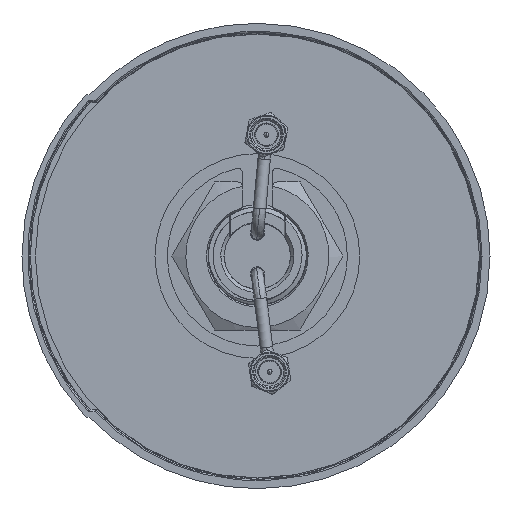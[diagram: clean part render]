
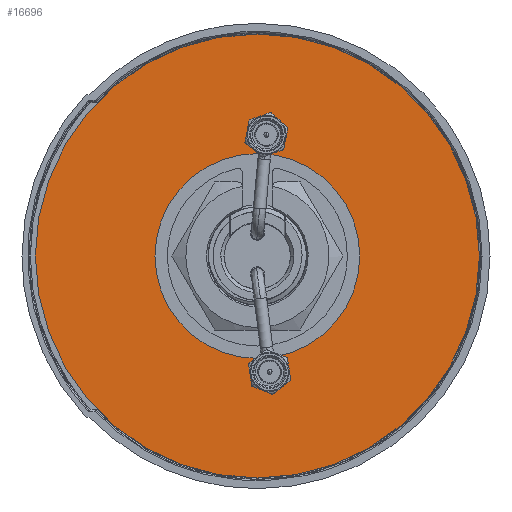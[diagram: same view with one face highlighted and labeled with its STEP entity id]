
A CAD part, front view. The second image highlights one B-rep face of the part: STEP entity #16696.
In plain terms, the highlighted planar face has unit normal (0, -1, 0).
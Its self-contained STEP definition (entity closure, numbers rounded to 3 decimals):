
#679 = ORIENTED_EDGE ( 'NONE', *, *, #15145, .F. ) ;
#709 = DIRECTION ( 'NONE',  ( 0., 0., 1. ) ) ;
#1094 = FACE_OUTER_BOUND ( 'NONE', #19772, .T. ) ;
#1397 = CIRCLE ( 'NONE', #10736, 20.75 ) ;
#1914 = EDGE_CURVE ( 'NONE', #12192, #2299, #1397, .T. ) ;
#2299 = VERTEX_POINT ( 'NONE', #17393 ) ;
#2561 = ORIENTED_EDGE ( 'NONE', *, *, #27734, .T. ) ;
#2760 = DIRECTION ( 'NONE',  ( 0., 0., 1. ) ) ;
#3714 = ORIENTED_EDGE ( 'NONE', *, *, #18200, .F. ) ;
#4711 = CIRCLE ( 'NONE', #15382, 45. ) ;
#5639 = PLANE ( 'NONE',  #23426 ) ;
#6044 = CARTESIAN_POINT ( 'NONE',  ( 0., -2., 0. ) ) ;
#8270 = DIRECTION ( 'NONE',  ( 0., 1., 0. ) ) ;
#9382 = CARTESIAN_POINT ( 'NONE',  ( 0., -2., 20.75 ) ) ;
#10009 = DIRECTION ( 'NONE',  ( 0., 1., 0. ) ) ;
#10550 = DIRECTION ( 'NONE',  ( 0., 0., 1. ) ) ;
#10736 = AXIS2_PLACEMENT_3D ( 'NONE', #16859, #10009, #23472 ) ;
#11788 = DIRECTION ( 'NONE',  ( 0., 1., 0. ) ) ;
#11985 = VERTEX_POINT ( 'NONE', #28456 ) ;
#12192 = VERTEX_POINT ( 'NONE', #9382 ) ;
#12833 = AXIS2_PLACEMENT_3D ( 'NONE', #6044, #21535, #10550 ) ;
#13315 = EDGE_LOOP ( 'NONE', ( #28193, #2561 ) ) ;
#13438 = VERTEX_POINT ( 'NONE', #26489 ) ;
#14787 = CARTESIAN_POINT ( 'NONE',  ( 0., -2., 0. ) ) ;
#14928 = DIRECTION ( 'NONE',  ( 0., 0., -1. ) ) ;
#15145 = EDGE_CURVE ( 'NONE', #13438, #11985, #18754, .T. ) ;
#15382 = AXIS2_PLACEMENT_3D ( 'NONE', #18823, #11788, #709 ) ;
#16696 = ADVANCED_FACE ( 'NONE', ( #21145, #1094 ), #5639, .F. ) ;
#16859 = CARTESIAN_POINT ( 'NONE',  ( 0., -2., 0. ) ) ;
#17393 = CARTESIAN_POINT ( 'NONE',  ( 0., -2., -20.75 ) ) ;
#17491 = CIRCLE ( 'NONE', #12833, 20.75 ) ;
#18200 = EDGE_CURVE ( 'NONE', #11985, #13438, #4711, .T. ) ;
#18754 = CIRCLE ( 'NONE', #22493, 45. ) ;
#18823 = CARTESIAN_POINT ( 'NONE',  ( 0., -2., 0. ) ) ;
#19772 = EDGE_LOOP ( 'NONE', ( #3714, #679 ) ) ;
#20445 = CARTESIAN_POINT ( 'NONE',  ( 0., -2., 0. ) ) ;
#21145 = FACE_BOUND ( 'NONE', #13315, .T. ) ;
#21535 = DIRECTION ( 'NONE',  ( 0., 1., 0. ) ) ;
#22493 = AXIS2_PLACEMENT_3D ( 'NONE', #20445, #27168, #2760 ) ;
#23426 = AXIS2_PLACEMENT_3D ( 'NONE', #14787, #8270, #14928 ) ;
#23472 = DIRECTION ( 'NONE',  ( 0., 0., 1. ) ) ;
#26489 = CARTESIAN_POINT ( 'NONE',  ( 0., -2., -45. ) ) ;
#27168 = DIRECTION ( 'NONE',  ( 0., 1., 0. ) ) ;
#27734 = EDGE_CURVE ( 'NONE', #2299, #12192, #17491, .T. ) ;
#28193 = ORIENTED_EDGE ( 'NONE', *, *, #1914, .T. ) ;
#28456 = CARTESIAN_POINT ( 'NONE',  ( 0., -2., 45. ) ) ;
